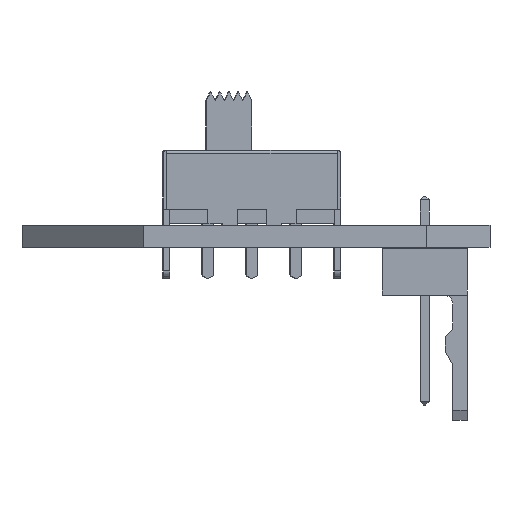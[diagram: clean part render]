
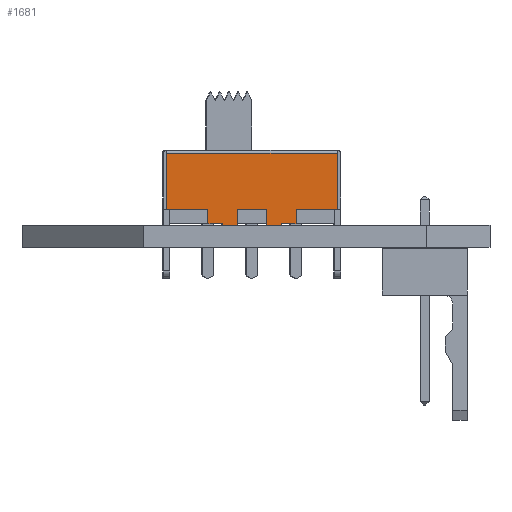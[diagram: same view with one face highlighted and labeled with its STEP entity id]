
A CAD part, front view. The second image highlights one B-rep face of the part: STEP entity #1681.
In plain terms, the highlighted face is planar.
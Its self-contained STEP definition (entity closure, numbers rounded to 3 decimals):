
#170 = VERTEX_POINT('',#171);
#171 = CARTESIAN_POINT('',(-0.2,4.8,0.45));
#178 = EDGE_CURVE('',#179,#170,#181,.T.);
#179 = VERTEX_POINT('',#180);
#180 = CARTESIAN_POINT('',(11.4,4.8,0.45));
#181 = LINE('',#182,#183);
#182 = CARTESIAN_POINT('',(0.,4.8,0.45));
#183 = VECTOR('',#184,1.);
#184 = DIRECTION('',(-1.,-0.,-0.));
#681 = VERTEX_POINT('',#682);
#682 = CARTESIAN_POINT('',(8.6,0.,0.45));
#688 = EDGE_CURVE('',#689,#681,#691,.T.);
#689 = VERTEX_POINT('',#690);
#690 = CARTESIAN_POINT('',(7.6,0.,0.45));
#691 = LINE('',#692,#693);
#692 = CARTESIAN_POINT('',(7.6,0.,0.45));
#693 = VECTOR('',#694,1.);
#694 = DIRECTION('',(1.,0.,0.));
#729 = VERTEX_POINT('',#730);
#730 = CARTESIAN_POINT('',(3.6,0.,0.45));
#736 = EDGE_CURVE('',#737,#729,#739,.T.);
#737 = VERTEX_POINT('',#738);
#738 = CARTESIAN_POINT('',(2.6,0.,0.45));
#739 = LINE('',#740,#741);
#740 = CARTESIAN_POINT('',(3.6,0.,0.45));
#741 = VECTOR('',#742,1.);
#742 = DIRECTION('',(1.,-0.,-0.));
#917 = VERTEX_POINT('',#918);
#918 = CARTESIAN_POINT('',(2.6,1.,0.45));
#924 = EDGE_CURVE('',#925,#917,#927,.T.);
#925 = VERTEX_POINT('',#926);
#926 = CARTESIAN_POINT('',(-0.2,1.,0.45));
#927 = LINE('',#928,#929);
#928 = CARTESIAN_POINT('',(2.6,1.,0.45));
#929 = VECTOR('',#930,1.);
#930 = DIRECTION('',(1.,-0.,-0.));
#1013 = VERTEX_POINT('',#1014);
#1014 = CARTESIAN_POINT('',(11.4,1.,0.45));
#1020 = EDGE_CURVE('',#1021,#1013,#1023,.T.);
#1021 = VERTEX_POINT('',#1022);
#1022 = CARTESIAN_POINT('',(8.6,1.,0.45));
#1023 = LINE('',#1024,#1025);
#1024 = CARTESIAN_POINT('',(11.4,1.,0.45));
#1025 = VECTOR('',#1026,1.);
#1026 = DIRECTION('',(1.,-0.,-0.));
#1426 = EDGE_CURVE('',#170,#925,#1427,.T.);
#1427 = LINE('',#1428,#1429);
#1428 = CARTESIAN_POINT('',(-0.2,1.,0.45));
#1429 = VECTOR('',#1430,1.);
#1430 = DIRECTION('',(-0.,-1.,-0.));
#1459 = EDGE_CURVE('',#917,#737,#1460,.T.);
#1460 = LINE('',#1461,#1462);
#1461 = CARTESIAN_POINT('',(2.6,0.,0.45));
#1462 = VECTOR('',#1463,1.);
#1463 = DIRECTION('',(-0.,-1.,-0.));
#1476 = VERTEX_POINT('',#1477);
#1477 = CARTESIAN_POINT('',(3.6,-0.5,0.45));
#1483 = EDGE_CURVE('',#729,#1476,#1484,.T.);
#1484 = LINE('',#1485,#1486);
#1485 = CARTESIAN_POINT('',(3.6,-0.5,0.45));
#1486 = VECTOR('',#1487,1.);
#1487 = DIRECTION('',(-0.,-1.,-0.));
#1500 = VERTEX_POINT('',#1501);
#1501 = CARTESIAN_POINT('',(4.6,-0.5,0.45));
#1507 = EDGE_CURVE('',#1476,#1500,#1508,.T.);
#1508 = LINE('',#1509,#1510);
#1509 = CARTESIAN_POINT('',(4.6,-0.5,0.45));
#1510 = VECTOR('',#1511,1.);
#1511 = DIRECTION('',(1.,-0.,-0.));
#1525 = VERTEX_POINT('',#1526);
#1526 = CARTESIAN_POINT('',(4.6,1.,0.45));
#1532 = EDGE_CURVE('',#1500,#1525,#1533,.T.);
#1533 = LINE('',#1534,#1535);
#1534 = CARTESIAN_POINT('',(4.6,1.,0.45));
#1535 = VECTOR('',#1536,1.);
#1536 = DIRECTION('',(-0.,1.,-0.));
#1549 = VERTEX_POINT('',#1550);
#1550 = CARTESIAN_POINT('',(6.6,1.,0.45));
#1556 = EDGE_CURVE('',#1525,#1549,#1557,.T.);
#1557 = LINE('',#1558,#1559);
#1558 = CARTESIAN_POINT('',(5.6,1.,0.45));
#1559 = VECTOR('',#1560,1.);
#1560 = DIRECTION('',(1.,-0.,-0.));
#1574 = VERTEX_POINT('',#1575);
#1575 = CARTESIAN_POINT('',(6.6,-0.5,0.45));
#1581 = EDGE_CURVE('',#1549,#1574,#1582,.T.);
#1582 = LINE('',#1583,#1584);
#1583 = CARTESIAN_POINT('',(6.6,1.,0.45));
#1584 = VECTOR('',#1585,1.);
#1585 = DIRECTION('',(0.,-1.,0.));
#1598 = VERTEX_POINT('',#1599);
#1599 = CARTESIAN_POINT('',(7.6,-0.5,0.45));
#1605 = EDGE_CURVE('',#1574,#1598,#1606,.T.);
#1606 = LINE('',#1607,#1608);
#1607 = CARTESIAN_POINT('',(6.6,-0.5,0.45));
#1608 = VECTOR('',#1609,1.);
#1609 = DIRECTION('',(1.,0.,0.));
#1622 = EDGE_CURVE('',#1598,#689,#1623,.T.);
#1623 = LINE('',#1624,#1625);
#1624 = CARTESIAN_POINT('',(7.6,-0.5,0.45));
#1625 = VECTOR('',#1626,1.);
#1626 = DIRECTION('',(0.,1.,0.));
#1639 = EDGE_CURVE('',#681,#1021,#1640,.T.);
#1640 = LINE('',#1641,#1642);
#1641 = CARTESIAN_POINT('',(8.6,0.,0.45));
#1642 = VECTOR('',#1643,1.);
#1643 = DIRECTION('',(0.,1.,0.));
#1656 = EDGE_CURVE('',#1013,#179,#1657,.T.);
#1657 = LINE('',#1658,#1659);
#1658 = CARTESIAN_POINT('',(11.4,5.,0.45));
#1659 = VECTOR('',#1660,1.);
#1660 = DIRECTION('',(-0.,1.,-0.));
#1681 = ADVANCED_FACE('',(#1682),#1700,.F.);
#1682 = FACE_BOUND('',#1683,.T.);
#1683 = EDGE_LOOP('',(#1684,#1685,#1686,#1687,#1688,#1689,#1690,#1691,
    #1692,#1693,#1694,#1695,#1696,#1697,#1698,#1699));
#1684 = ORIENTED_EDGE('',*,*,#1656,.T.);
#1685 = ORIENTED_EDGE('',*,*,#178,.T.);
#1686 = ORIENTED_EDGE('',*,*,#1426,.T.);
#1687 = ORIENTED_EDGE('',*,*,#924,.T.);
#1688 = ORIENTED_EDGE('',*,*,#1459,.T.);
#1689 = ORIENTED_EDGE('',*,*,#736,.T.);
#1690 = ORIENTED_EDGE('',*,*,#1483,.T.);
#1691 = ORIENTED_EDGE('',*,*,#1507,.T.);
#1692 = ORIENTED_EDGE('',*,*,#1532,.T.);
#1693 = ORIENTED_EDGE('',*,*,#1556,.T.);
#1694 = ORIENTED_EDGE('',*,*,#1581,.T.);
#1695 = ORIENTED_EDGE('',*,*,#1605,.T.);
#1696 = ORIENTED_EDGE('',*,*,#1622,.T.);
#1697 = ORIENTED_EDGE('',*,*,#688,.T.);
#1698 = ORIENTED_EDGE('',*,*,#1639,.T.);
#1699 = ORIENTED_EDGE('',*,*,#1020,.T.);
#1700 = PLANE('',#1701);
#1701 = AXIS2_PLACEMENT_3D('',#1702,#1703,#1704);
#1702 = CARTESIAN_POINT('',(0.,0.,0.45));
#1703 = DIRECTION('',(0.,0.,-1.));
#1704 = DIRECTION('',(-1.,0.,-0.));
